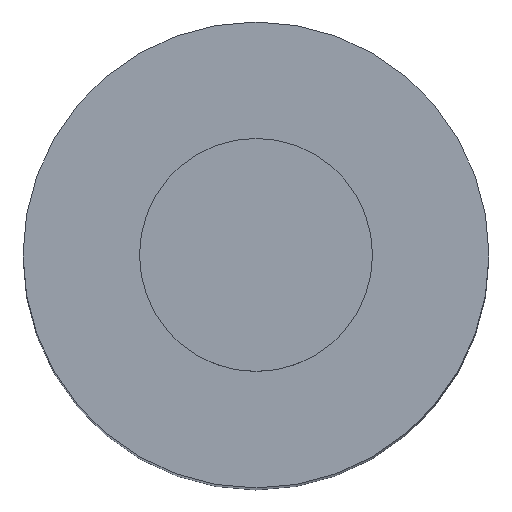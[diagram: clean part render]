
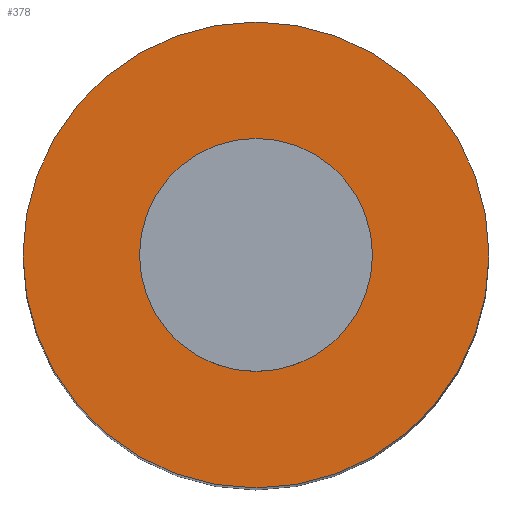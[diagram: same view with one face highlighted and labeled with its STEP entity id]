
A CAD part, top view. The second image highlights one B-rep face of the part: STEP entity #378.
In plain terms, the highlighted planar face has unit normal (0, 0, 1).
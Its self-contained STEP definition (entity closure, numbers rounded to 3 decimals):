
#262=CARTESIAN_POINT('',(-5.,0.,50.));
#263=VERTEX_POINT('',#262);
#287=CARTESIAN_POINT('',(5.,-0.,50.));
#288=VERTEX_POINT('',#287);
#289=CARTESIAN_POINT('',(0.,0.,50.));
#290=DIRECTION('',(0.,0.,1.));
#291=DIRECTION('',(1.,0.,-0.));
#292=AXIS2_PLACEMENT_3D('',#289,#290,#291);
#293=CIRCLE('',#292,5.);
#294=EDGE_CURVE('',#263,#288,#293,.T.);
#296=CARTESIAN_POINT('',(0.,0.,50.));
#297=DIRECTION('',(0.,0.,1.));
#298=DIRECTION('',(1.,0.,-0.));
#299=AXIS2_PLACEMENT_3D('',#296,#297,#298);
#300=CIRCLE('',#299,5.);
#301=EDGE_CURVE('',#288,#263,#300,.T.);
#313=CARTESIAN_POINT('',(-10.,0.,50.));
#314=VERTEX_POINT('',#313);
#321=CARTESIAN_POINT('',(10.,-0.,50.));
#322=VERTEX_POINT('',#321);
#323=CARTESIAN_POINT('',(0.,0.,50.));
#324=DIRECTION('',(0.,0.,1.));
#325=DIRECTION('',(1.,0.,-0.));
#326=AXIS2_PLACEMENT_3D('',#323,#324,#325);
#327=CIRCLE('',#326,10.);
#328=EDGE_CURVE('',#322,#314,#327,.T.);
#330=CARTESIAN_POINT('',(0.,0.,50.));
#331=DIRECTION('',(0.,0.,1.));
#332=DIRECTION('',(1.,0.,-0.));
#333=AXIS2_PLACEMENT_3D('',#330,#331,#332);
#334=CIRCLE('',#333,10.);
#335=EDGE_CURVE('',#314,#322,#334,.T.);
#365=CARTESIAN_POINT('',(0.,0.,50.));
#366=DIRECTION('',(0.,0.,1.));
#367=DIRECTION('',(1.,0.,0.));
#368=AXIS2_PLACEMENT_3D('',#365,#366,#367);
#369=PLANE('',#368);
#370=ORIENTED_EDGE('',*,*,#294,.F.);
#371=ORIENTED_EDGE('',*,*,#301,.F.);
#372=EDGE_LOOP('',(#370,#371));
#373=FACE_BOUND('',#372,.T.);
#374=ORIENTED_EDGE('',*,*,#328,.T.);
#375=ORIENTED_EDGE('',*,*,#335,.T.);
#376=EDGE_LOOP('',(#374,#375));
#377=FACE_BOUND('',#376,.T.);
#378=ADVANCED_FACE('',(#373,#377),#369,.T.);
